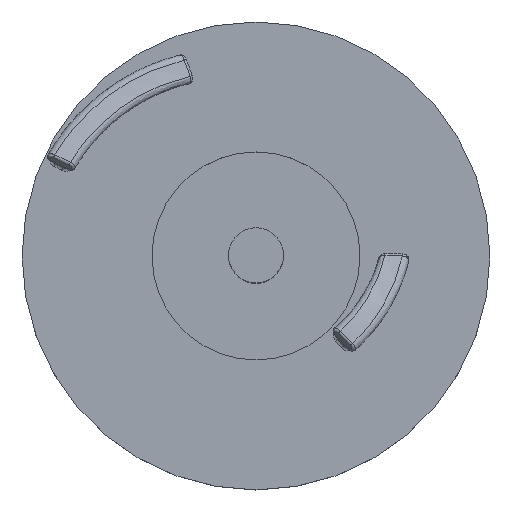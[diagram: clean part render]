
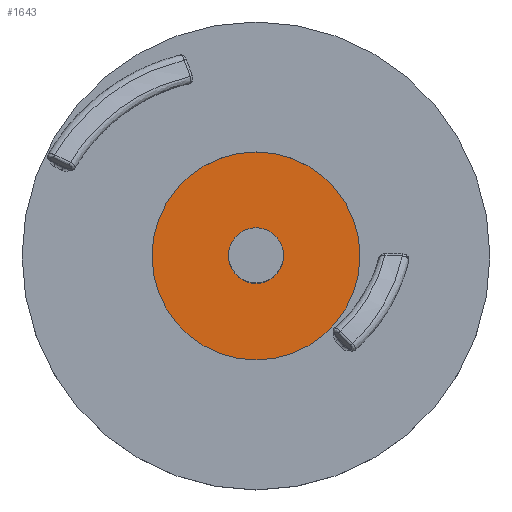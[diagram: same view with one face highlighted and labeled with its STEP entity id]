
A CAD part, top view. The second image highlights one B-rep face of the part: STEP entity #1643.
In plain terms, the highlighted planar face has unit normal (0, 0, 1).
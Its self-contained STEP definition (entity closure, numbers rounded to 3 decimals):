
#100 = AXIS2_PLACEMENT_3D ( 'NONE', #218, #3083, #1881 ) ;
#204 = AXIS2_PLACEMENT_3D ( 'NONE', #427, #1373, #2032 ) ;
#218 = CARTESIAN_POINT ( 'NONE',  ( 0., 0., -1.5 ) ) ;
#296 = ORIENTED_EDGE ( 'NONE', *, *, #1102, .F. ) ;
#347 = AXIS2_PLACEMENT_3D ( 'NONE', #2725, #598, #962 ) ;
#427 = CARTESIAN_POINT ( 'NONE',  ( 0., 0., -1.5 ) ) ;
#496 = AXIS2_PLACEMENT_3D ( 'NONE', #1517, #1959, #1747 ) ;
#523 = CARTESIAN_POINT ( 'NONE',  ( 1.587, 0., -1.5 ) ) ;
#598 = DIRECTION ( 'NONE',  ( 0., 0., 1. ) ) ;
#660 = FACE_OUTER_BOUND ( 'NONE', #2626, .T. ) ;
#743 = CIRCLE ( 'NONE', #100, 1.587 ) ;
#767 = ORIENTED_EDGE ( 'NONE', *, *, #2408, .T. ) ;
#787 = CARTESIAN_POINT ( 'NONE',  ( 6., 0., -1.5 ) ) ;
#840 = VERTEX_POINT ( 'NONE', #907 ) ;
#885 = FACE_BOUND ( 'NONE', #2427, .T. ) ;
#907 = CARTESIAN_POINT ( 'NONE',  ( -6., 0., -1.5 ) ) ;
#962 = DIRECTION ( 'NONE',  ( 1., 0., 0. ) ) ;
#1013 = ORIENTED_EDGE ( 'NONE', *, *, #1345, .T. ) ;
#1068 = DIRECTION ( 'NONE',  ( 1., 0., 0. ) ) ;
#1076 = EDGE_CURVE ( 'NONE', #1494, #2301, #743, .T. ) ;
#1102 = EDGE_CURVE ( 'NONE', #2301, #1494, #1992, .T. ) ;
#1123 = VERTEX_POINT ( 'NONE', #787 ) ;
#1345 = EDGE_CURVE ( 'NONE', #840, #1123, #2732, .T. ) ;
#1373 = DIRECTION ( 'NONE',  ( 0., 0., 1. ) ) ;
#1494 = VERTEX_POINT ( 'NONE', #523 ) ;
#1517 = CARTESIAN_POINT ( 'NONE',  ( 0., 0., -1.5 ) ) ;
#1606 = PLANE ( 'NONE',  #347 ) ;
#1643 = ADVANCED_FACE ( 'NONE', ( #885, #660 ), #1606, .T. ) ;
#1683 = AXIS2_PLACEMENT_3D ( 'NONE', #2978, #2216, #1068 ) ;
#1747 = DIRECTION ( 'NONE',  ( 1., 0., 0. ) ) ;
#1843 = CIRCLE ( 'NONE', #496, 6. ) ;
#1881 = DIRECTION ( 'NONE',  ( 1., 0., 0. ) ) ;
#1959 = DIRECTION ( 'NONE',  ( 0., 0., 1. ) ) ;
#1992 = CIRCLE ( 'NONE', #1683, 1.587 ) ;
#2032 = DIRECTION ( 'NONE',  ( 1., 0., 0. ) ) ;
#2216 = DIRECTION ( 'NONE',  ( 0., 0., 1. ) ) ;
#2301 = VERTEX_POINT ( 'NONE', #2712 ) ;
#2408 = EDGE_CURVE ( 'NONE', #1123, #840, #1843, .T. ) ;
#2427 = EDGE_LOOP ( 'NONE', ( #296, #2980 ) ) ;
#2626 = EDGE_LOOP ( 'NONE', ( #767, #1013 ) ) ;
#2712 = CARTESIAN_POINT ( 'NONE',  ( -1.587, 0., -1.5 ) ) ;
#2725 = CARTESIAN_POINT ( 'NONE',  ( 0., 0., -1.5 ) ) ;
#2732 = CIRCLE ( 'NONE', #204, 6. ) ;
#2978 = CARTESIAN_POINT ( 'NONE',  ( 0., 0., -1.5 ) ) ;
#2980 = ORIENTED_EDGE ( 'NONE', *, *, #1076, .F. ) ;
#3083 = DIRECTION ( 'NONE',  ( 0., 0., 1. ) ) ;
